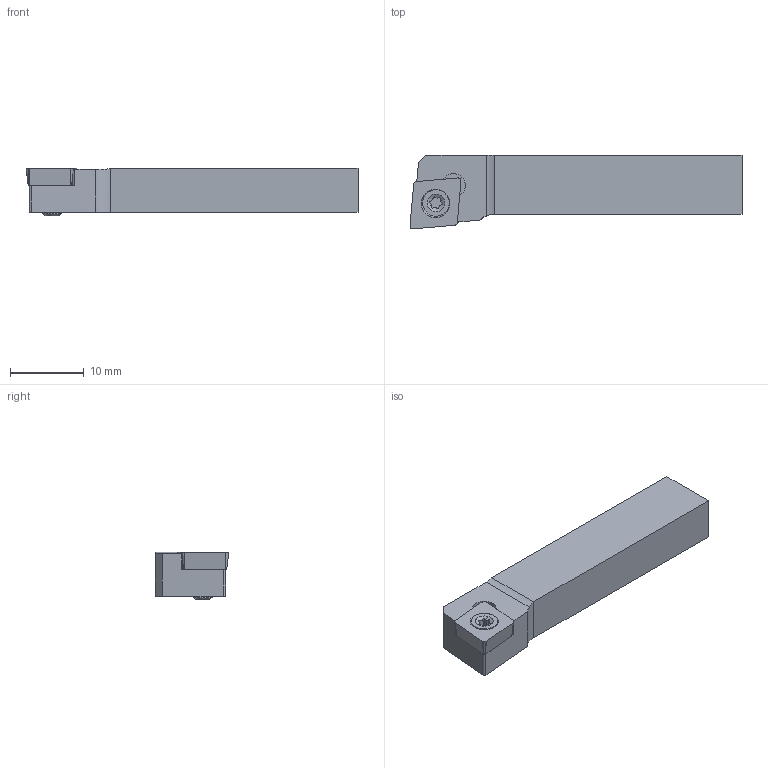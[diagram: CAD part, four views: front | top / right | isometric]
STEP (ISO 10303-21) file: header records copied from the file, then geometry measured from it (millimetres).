
FILE_DESCRIPTION (( 'STEP AP214' ), '1' );
FILE_NAME ('SCLCR0608-45.STEP', '2023-03-15T09:12:38', ( '' ), ( '' ), 'SwSTEP 2.0', 'SolidWorks 2022', '' );
FILE_SCHEMA (( 'AUTOMOTIVE_DESIGN' ));
Length unit declared in the file: millimetre
Products named in the file (4): SCLCR0608-45; NLM2.5; CCMT060204
Assembly tree (3 placements, depth 2):
  SCLCR0608-45
    SCLCR0608-45
    CCMT060204
    NLM2.5
Bounding box: 45 x 10 x 6.5 mm (x, y, z)
Volume: 2168.1 mm3; surface area: 1588.3 mm2
Topology: 3 solids, 3 shells, 71 faces, 181 edges, 117 vertices
Faces by surface type: cylinder 31, plane 25, cone 15
Entity records: 2471 total; most frequent: CARTESIAN_POINT 577, DIRECTION 378, ORIENTED_EDGE 362, EDGE_CURVE 181, AXIS2_PLACEMENT_3D 140, VERTEX_POINT 117, LINE 98, VECTOR 98
